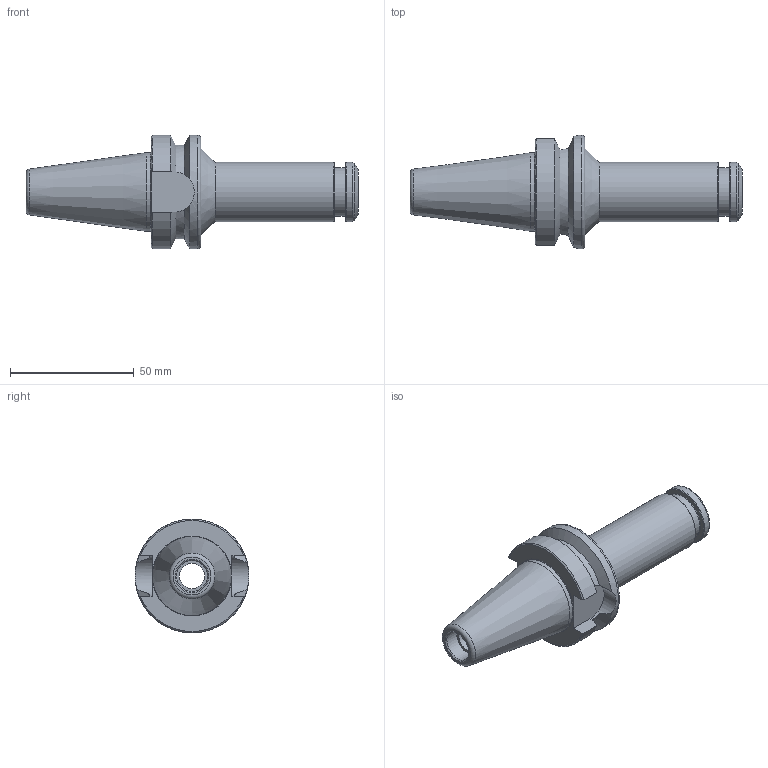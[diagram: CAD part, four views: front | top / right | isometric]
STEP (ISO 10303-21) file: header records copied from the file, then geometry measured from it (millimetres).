
FILE_DESCRIPTION(/* description */ (''),/* implementation_level */ '2;1');
FILE_NAME(/* name */ 'BT30-MG15-90.step',/* time_stamp */ '2026-02-12T16:25:15-06:00',/* author */ (''),/* organization */ (''),/* preprocessor_version */ 'ST-DEVELOPER v20.1',/* originating_system */ 'Autodesk Translation Framework v14.24.0.0',/* authorisation */ '');
FILE_SCHEMA (('AUTOMOTIVE_DESIGN { 1 0 10303 214 3 1 1 }'));
Length unit declared in the file: inch
Products named in the file (4): (Unsaved); BT30 SF.250-3.75 v3; BT30 DUAL CONTACT TEMPLATE FINALIZED; BT30 DUAL CONTACT TEMPLATE FINALIZED_1
Assembly tree (3 placements, depth 3):
  (Unsaved)
    BT30 SF.250-3.75 v3
    BT30 DUAL CONTACT TEMPLATE FINALIZED
      BT30 DUAL CONTACT TEMPLATE FINALIZED_1
Bounding box: 134.06 x 45.92 x 45.92 mm (x, y, z)
Volume: 66597 mm3; surface area: 19723.3 mm2
Topology: 1 solids, 1 shells, 49 faces, 115 edges, 73 vertices
Faces by surface type: cone 17, plane 15, cylinder 14, torus 3
Full cylindrical faces by diameter (mm): 10.16 x1, 12.548 x1, 14.845 x1, 19.431 x1, 24.003 x2, 31.75 x1, 45.923 x1
Entity records: 1629 total; most frequent: CARTESIAN_POINT 340, DIRECTION 263, ORIENTED_EDGE 230, EDGE_CURVE 115, AXIS2_PLACEMENT_3D 112, VERTEX_POINT 73, EDGE_LOOP 56, CIRCLE 56
